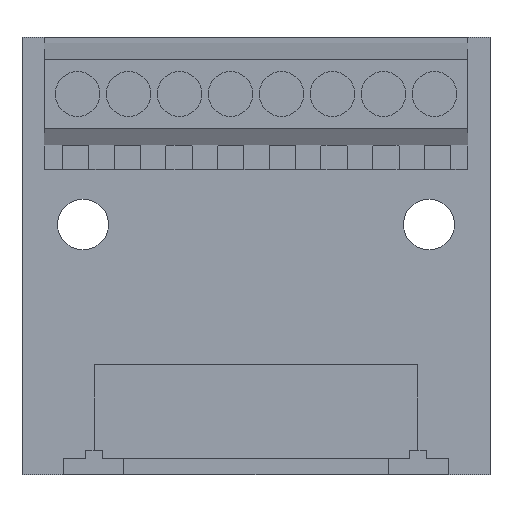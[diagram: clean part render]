
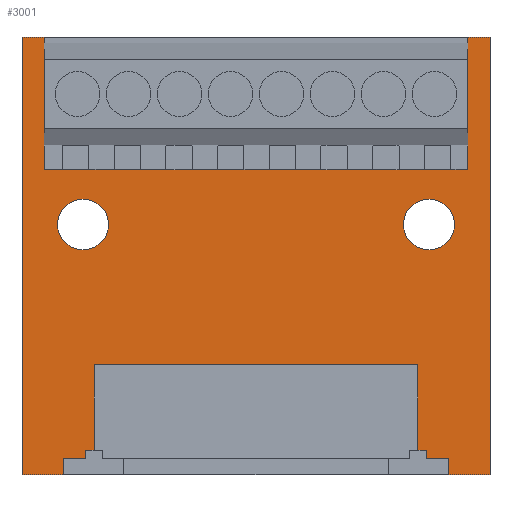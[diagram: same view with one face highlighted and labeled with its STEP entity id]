
A CAD part, top view. The second image highlights one B-rep face of the part: STEP entity #3001.
In plain terms, the highlighted planar face has unit normal (0, 0, 1).
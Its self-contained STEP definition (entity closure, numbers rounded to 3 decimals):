
#45=LINE('',#4230,#401);
#49=LINE('',#4238,#405);
#52=LINE('',#4244,#408);
#55=LINE('',#4249,#411);
#401=VECTOR('',#3422,10.);
#405=VECTOR('',#3428,10.);
#408=VECTOR('',#3433,10.);
#411=VECTOR('',#3438,10.);
#761=PLANE('',#3190);
#907=FACE_BOUND('',#1166,.T.);
#908=FACE_BOUND('',#1167,.T.);
#989=FACE_OUTER_BOUND('',#1165,.T.);
#1165=EDGE_LOOP('',(#2173,#2174,#2175,#2176));
#1166=EDGE_LOOP('',(#2177));
#1167=EDGE_LOOP('',(#2178));
#1410=CIRCLE('',#3182,1.25);
#1412=CIRCLE('',#3185,1.25);
#1462=VERTEX_POINT('',#4220);
#1464=VERTEX_POINT('',#4225);
#1465=VERTEX_POINT('',#4228);
#1466=VERTEX_POINT('',#4229);
#1469=VERTEX_POINT('',#4237);
#1471=VERTEX_POINT('',#4243);
#1746=EDGE_CURVE('',#1462,#1462,#1410,.T.);
#1748=EDGE_CURVE('',#1464,#1464,#1412,.T.);
#1749=EDGE_CURVE('',#1465,#1466,#45,.T.);
#1753=EDGE_CURVE('',#1466,#1469,#49,.T.);
#1756=EDGE_CURVE('',#1469,#1471,#52,.T.);
#1759=EDGE_CURVE('',#1471,#1465,#55,.T.);
#2173=ORIENTED_EDGE('',*,*,#1759,.T.);
#2174=ORIENTED_EDGE('',*,*,#1749,.T.);
#2175=ORIENTED_EDGE('',*,*,#1753,.T.);
#2176=ORIENTED_EDGE('',*,*,#1756,.T.);
#2177=ORIENTED_EDGE('',*,*,#1746,.T.);
#2178=ORIENTED_EDGE('',*,*,#1748,.T.);
#3001=ADVANCED_FACE('',(#989,#907,#908),#761,.T.);
#3182=AXIS2_PLACEMENT_3D('',#4221,#3412,#3413);
#3185=AXIS2_PLACEMENT_3D('',#4226,#3418,#3419);
#3190=AXIS2_PLACEMENT_3D('',#4251,#3440,#3441);
#3412=DIRECTION('center_axis',(0.,0.,-1.));
#3413=DIRECTION('ref_axis',(-1.,0.,0.));
#3418=DIRECTION('center_axis',(0.,0.,-1.));
#3419=DIRECTION('ref_axis',(-1.,0.,0.));
#3422=DIRECTION('',(0.,1.,0.));
#3428=DIRECTION('',(-1.,0.,0.));
#3433=DIRECTION('',(0.,-1.,0.));
#3438=DIRECTION('',(1.,0.,0.));
#3440=DIRECTION('center_axis',(0.,0.,1.));
#3441=DIRECTION('ref_axis',(1.,0.,0.));
#4220=CARTESIAN_POINT('',(9.75,1.55,0.));
#4221=CARTESIAN_POINT('Origin',(8.5,1.55,0.));
#4225=CARTESIAN_POINT('',(-7.25,1.55,0.));
#4226=CARTESIAN_POINT('Origin',(-8.5,1.55,0.));
#4228=CARTESIAN_POINT('',(11.5,-10.75,0.));
#4229=CARTESIAN_POINT('',(11.5,10.75,0.));
#4230=CARTESIAN_POINT('',(11.5,-10.75,0.));
#4237=CARTESIAN_POINT('',(-11.5,10.75,0.));
#4238=CARTESIAN_POINT('',(11.5,10.75,0.));
#4243=CARTESIAN_POINT('',(-11.5,-10.75,0.));
#4244=CARTESIAN_POINT('',(-11.5,10.75,0.));
#4249=CARTESIAN_POINT('',(-11.5,-10.75,0.));
#4251=CARTESIAN_POINT('Origin',(0.,0.,
0.));
